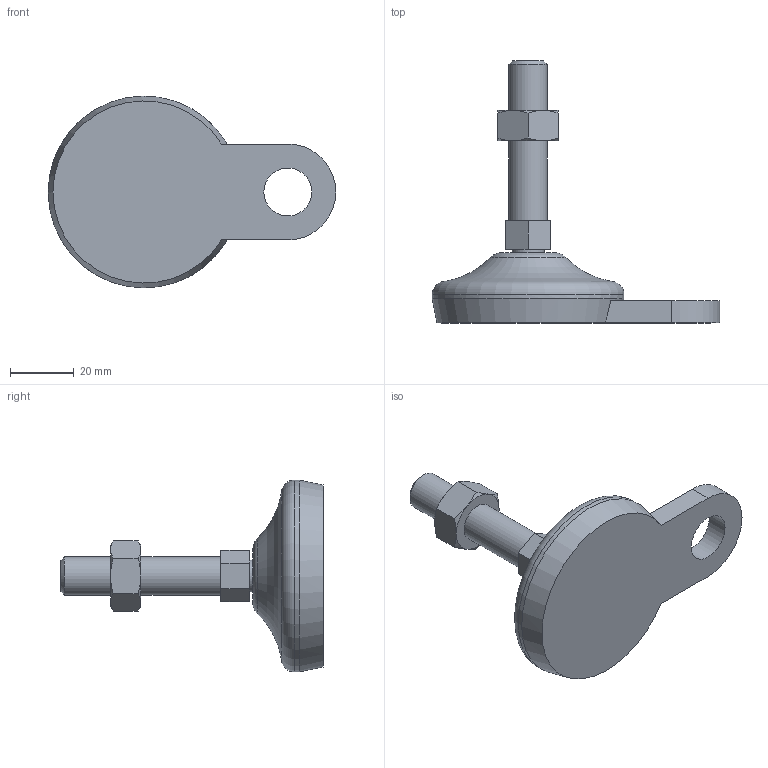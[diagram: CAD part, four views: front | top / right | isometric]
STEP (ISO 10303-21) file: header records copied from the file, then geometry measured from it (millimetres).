
FILE_DESCRIPTION( ( 'STEP AP214' ), '1' );
FILE_NAME( 'K0739.4206012X500.stp', '2020-12-09T15:19:38', ( '' ), ( '' ), ' ', 'PARTsolutions', ' ' );
FILE_SCHEMA( ( 'AUTOMOTIVE_DESIGN { 1 0 10303 214 1 1 1 1 }' ) );
Length unit declared in the file: millimetre
Products named in the file (1): _K0739.4206012X500
Bounding box: 90 x 82 x 60 mm (x, y, z)
Volume: 56547.8 mm3; surface area: 13099.7 mm2
Topology: 1 solids, 1 shells, 52 faces, 115 edges, 71 vertices
Faces by surface type: plane 29, cone 14, cylinder 6, torus 3
Full cylindrical faces by diameter (mm): 10 x1, 12 x2, 15 x1, 60 x1
Entity records: 1888 total; most frequent: CARTESIAN_POINT 377, DIRECTION 214, ORIENTED_EDGE 208, EDGE_CURVE 104, AXIS2_PLACEMENT_3D 83, EDGE_LOOP 70, VERTEX_POINT 70, FACE_OUTER_BOUND 60
